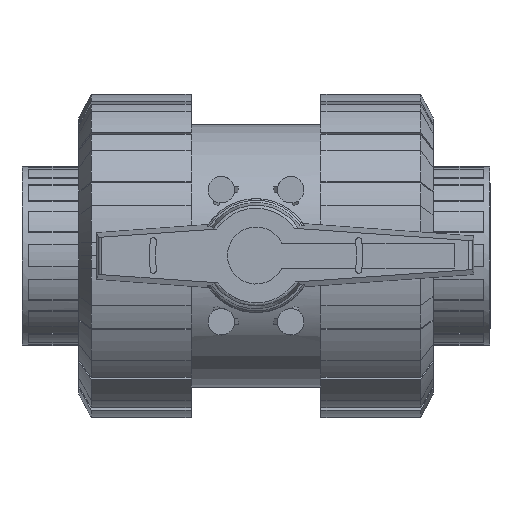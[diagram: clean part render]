
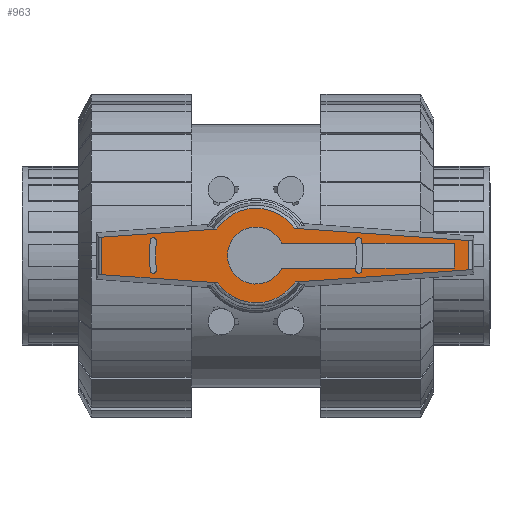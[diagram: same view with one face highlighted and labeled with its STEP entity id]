
A CAD part, top view. The second image highlights one B-rep face of the part: STEP entity #963.
In plain terms, the highlighted planar face has unit normal (0, 0, 1).
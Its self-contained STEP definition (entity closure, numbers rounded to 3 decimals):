
#963=ADVANCED_FACE('',(#2299,#2300,#2301),#2302,.T.);
#2299=FACE_BOUND('',#4084,.T.);
#2300=FACE_BOUND('',#4085,.T.);
#2301=FACE_OUTER_BOUND('',#4086,.T.);
#2302=PLANE('',#4087);
#4084=EDGE_LOOP('',(#6568,#6569,#6570,#6571,#6572,#6573,#6574,#6575,#6576,#6577,#6578,#6579,#6580));
#4085=EDGE_LOOP('',(#6581,#6582,#6583,#6584));
#4086=EDGE_LOOP('',(#6585,#6586,#6587,#6588,#6589,#6590,#6591,#6592));
#4087=AXIS2_PLACEMENT_3D('',#6593,#6594,#6595);
#6568=ORIENTED_EDGE('',*,*,#11326,.T.);
#6569=ORIENTED_EDGE('',*,*,#11399,.T.);
#6570=ORIENTED_EDGE('',*,*,#11496,.T.);
#6571=ORIENTED_EDGE('',*,*,#11498,.T.);
#6572=ORIENTED_EDGE('',*,*,#11265,.T.);
#6573=ORIENTED_EDGE('',*,*,#11330,.T.);
#6574=ORIENTED_EDGE('',*,*,#11234,.T.);
#6575=ORIENTED_EDGE('',*,*,#11500,.T.);
#6576=ORIENTED_EDGE('',*,*,#11491,.T.);
#6577=ORIENTED_EDGE('',*,*,#11395,.T.);
#6578=ORIENTED_EDGE('',*,*,#11243,.T.);
#6579=ORIENTED_EDGE('',*,*,#11225,.T.);
#6580=ORIENTED_EDGE('',*,*,#11320,.T.);
#6581=ORIENTED_EDGE('',*,*,#11505,.T.);
#6582=ORIENTED_EDGE('',*,*,#11510,.T.);
#6583=ORIENTED_EDGE('',*,*,#11514,.T.);
#6584=ORIENTED_EDGE('',*,*,#11517,.T.);
#6585=ORIENTED_EDGE('',*,*,#11590,.T.);
#6586=ORIENTED_EDGE('',*,*,#11533,.T.);
#6587=ORIENTED_EDGE('',*,*,#11564,.T.);
#6588=ORIENTED_EDGE('',*,*,#11460,.T.);
#6589=ORIENTED_EDGE('',*,*,#11617,.T.);
#6590=ORIENTED_EDGE('',*,*,#11550,.T.);
#6591=ORIENTED_EDGE('',*,*,#11557,.F.);
#6592=ORIENTED_EDGE('',*,*,#11483,.T.);
#6593=CARTESIAN_POINT('',(14.307,0.0,259.5));
#6594=DIRECTION('',(0.0,0.0,1.0));
#6595=DIRECTION('',(1.0,0.0,0.0));
#11225=EDGE_CURVE('',#13506,#13503,#13507,.T.);
#11234=EDGE_CURVE('',#13521,#13522,#13523,.T.);
#11243=EDGE_CURVE('',#13536,#13506,#13537,.T.);
#11265=EDGE_CURVE('',#13571,#13572,#13573,.T.);
#11320=EDGE_CURVE('',#13503,#13660,#13662,.T.);
#11326=EDGE_CURVE('',#13660,#13670,#13671,.T.);
#11330=EDGE_CURVE('',#13572,#13521,#13676,.T.);
#11395=EDGE_CURVE('',#13753,#13536,#13754,.T.);
#11399=EDGE_CURVE('',#13670,#13759,#13761,.T.);
#11460=EDGE_CURVE('',#13864,#13862,#13865,.T.);
#11483=EDGE_CURVE('',#13904,#13902,#13905,.T.);
#11491=EDGE_CURVE('',#13918,#13753,#13919,.T.);
#11496=EDGE_CURVE('',#13759,#13924,#13926,.T.);
#11498=EDGE_CURVE('',#13924,#13571,#13928,.T.);
#11500=EDGE_CURVE('',#13522,#13918,#13930,.T.);
#11505=EDGE_CURVE('',#13938,#13936,#13939,.T.);
#11510=EDGE_CURVE('',#13936,#13944,#13946,.T.);
#11514=EDGE_CURVE('',#13944,#13950,#13952,.T.);
#11517=EDGE_CURVE('',#13950,#13938,#13955,.T.);
#11533=EDGE_CURVE('',#13978,#13976,#13979,.T.);
#11550=EDGE_CURVE('',#14004,#14002,#14005,.T.);
#11557=EDGE_CURVE('',#13904,#14002,#14015,.T.);
#11564=EDGE_CURVE('',#13976,#13864,#14022,.T.);
#11590=EDGE_CURVE('',#13902,#13978,#14054,.T.);
#11617=EDGE_CURVE('',#13862,#14004,#14081,.T.);
#13503=VERTEX_POINT('',#16881);
#13506=VERTEX_POINT('',#16885);
#13507=CIRCLE('',#16886,17.286);
#13521=VERTEX_POINT('',#16904);
#13522=VERTEX_POINT('',#16905);
#13523=LINE('',#16906,#16907);
#13536=VERTEX_POINT('',#16934);
#13537=LINE('',#16935,#16936);
#13571=VERTEX_POINT('',#16992);
#13572=VERTEX_POINT('',#16993);
#13573=LINE('',#16994,#16995);
#13660=VERTEX_POINT('',#17113);
#13662=CIRCLE('',#17116,17.286);
#13670=VERTEX_POINT('',#17125);
#13671=LINE('',#17126,#17127);
#13676=LINE('',#17134,#17135);
#13753=VERTEX_POINT('',#17240);
#13754=CIRCLE('',#17241,62.55);
#13759=VERTEX_POINT('',#17247);
#13761=CIRCLE('',#17250,62.55);
#13862=VERTEX_POINT('',#17555);
#13864=VERTEX_POINT('',#17584);
#13865=LINE('',#17585,#17586);
#13902=VERTEX_POINT('',#17723);
#13904=VERTEX_POINT('',#17752);
#13905=LINE('',#17753,#17754);
#13918=VERTEX_POINT('',#17770);
#13919=CIRCLE('',#17771,1.85);
#13924=VERTEX_POINT('',#17777);
#13926=CIRCLE('',#17780,1.85);
#13928=CIRCLE('',#17782,66.25);
#13930=CIRCLE('',#17784,66.25);
#13936=VERTEX_POINT('',#17790);
#13938=VERTEX_POINT('',#17793);
#13939=CIRCLE('',#17794,1.85);
#13944=VERTEX_POINT('',#17800);
#13946=CIRCLE('',#17803,62.55);
#13950=VERTEX_POINT('',#17807);
#13952=CIRCLE('',#17810,1.85);
#13955=CIRCLE('',#17813,66.25);
#13976=VERTEX_POINT('',#17839);
#13978=VERTEX_POINT('',#17841);
#13979=LINE('',#17842,#17843);
#14002=VERTEX_POINT('',#17932);
#14004=VERTEX_POINT('',#17934);
#14005=LINE('',#17935,#17936);
#14015=LINE('',#18008,#18009);
#14022=LINE('',#18018,#18019);
#14054=CIRCLE('',#18121,28.613);
#14081=CIRCLE('',#18148,28.613);
#16881=CARTESIAN_POINT('',(-17.286,0.,259.5));
#16885=CARTESIAN_POINT('',(15.544,-7.563,259.5));
#16886=AXIS2_PLACEMENT_3D('',#23219,#23220,#23221);
#16904=CARTESIAN_POINT('',(120.0,-7.563,259.5));
#16905=CARTESIAN_POINT('',(64.192,-7.563,259.5));
#16906=CARTESIAN_POINT('',(37.153,-7.563,259.5));
#16907=VECTOR('',#23232,1.0);
#16934=CARTESIAN_POINT('',(60.466,-7.563,259.5));
#16935=CARTESIAN_POINT('',(37.153,-7.563,259.5));
#16936=VECTOR('',#23238,1.0);
#16992=CARTESIAN_POINT('',(64.192,7.563,259.5));
#16993=CARTESIAN_POINT('',(120.0,7.563,259.5));
#16994=CARTESIAN_POINT('',(37.153,7.563,259.5));
#16995=VECTOR('',#23258,1.0);
#17113=CARTESIAN_POINT('',(15.544,7.563,259.5));
#17116=AXIS2_PLACEMENT_3D('',#23339,#23340,#23341);
#17125=CARTESIAN_POINT('',(60.466,7.563,259.5));
#17126=CARTESIAN_POINT('',(37.153,7.563,259.5));
#17127=VECTOR('',#23349,1.0);
#17134=CARTESIAN_POINT('',(120.0,0.0,259.5));
#17135=VECTOR('',#23352,1.0);
#17240=CARTESIAN_POINT('',(60.325,-8.644,259.5));
#17241=AXIS2_PLACEMENT_3D('',#23408,#23409,#23410);
#17247=CARTESIAN_POINT('',(60.325,8.644,259.5));
#17250=AXIS2_PLACEMENT_3D('',#23416,#23417,#23418);
#17555=CARTESIAN_POINT('',(-23.384,-16.49,259.5));
#17584=CARTESIAN_POINT('',(-93.412,-11.593,259.5));
#17585=CARTESIAN_POINT('',(-4.905,-17.782,259.5));
#17586=VECTOR('',#23471,1.0);
#17723=CARTESIAN_POINT('',(23.384,16.49,259.5));
#17752=CARTESIAN_POINT('',(128.912,9.111,259.5));
#17753=CARTESIAN_POINT('',(67.447,13.409,259.5));
#17754=VECTOR('',#23488,1.0);
#17770=CARTESIAN_POINT('',(63.989,-9.156,259.5));
#17771=AXIS2_PLACEMENT_3D('',#23501,#23502,#23503);
#17777=CARTESIAN_POINT('',(63.989,9.156,259.5));
#17780=AXIS2_PLACEMENT_3D('',#23509,#23510,#23511);
#17782=AXIS2_PLACEMENT_3D('',#23512,#23513,#23514);
#17784=AXIS2_PLACEMENT_3D('',#23518,#23519,#23520);
#17790=CARTESIAN_POINT('',(-60.325,8.644,259.5));
#17793=CARTESIAN_POINT('',(-63.989,9.156,259.5));
#17794=AXIS2_PLACEMENT_3D('',#23525,#23526,#23527);
#17800=CARTESIAN_POINT('',(-60.325,-8.644,259.5));
#17803=AXIS2_PLACEMENT_3D('',#23533,#23534,#23535);
#17807=CARTESIAN_POINT('',(-63.989,-9.156,259.5));
#17810=AXIS2_PLACEMENT_3D('',#23540,#23541,#23542);
#17813=AXIS2_PLACEMENT_3D('',#23546,#23547,#23548);
#17839=CARTESIAN_POINT('',(-93.412,11.14,259.5));
#17841=CARTESIAN_POINT('',(-23.712,16.014,259.5));
#17842=CARTESIAN_POINT('',(-3.273,17.443,259.5));
#17843=VECTOR('',#23569,1.0);
#17932=CARTESIAN_POINT('',(128.912,-8.658,259.5));
#17934=CARTESIAN_POINT('',(23.712,-16.014,259.5));
#17935=CARTESIAN_POINT('',(69.016,-12.846,259.5));
#17936=VECTOR('',#23584,1.0);
#18008=CARTESIAN_POINT('',(128.912,23.0,259.5));
#18009=VECTOR('',#23586,1.0);
#18018=CARTESIAN_POINT('',(-93.412,23.0,259.5));
#18019=VECTOR('',#23589,1.0);
#18121=AXIS2_PLACEMENT_3D('',#23622,#23623,#23624);
#18148=AXIS2_PLACEMENT_3D('',#23655,#23656,#23657);
#23219=CARTESIAN_POINT('',(0.0,0.0,259.5));
#23220=DIRECTION('',(0.0,0.0,-1.0));
#23221=DIRECTION('',(1.0,0.0,0.0));
#23232=DIRECTION('',(-1.0,0.0,0.0));
#23238=DIRECTION('',(-1.0,0.0,0.0));
#23258=DIRECTION('',(1.0,0.0,-0.0));
#23339=CARTESIAN_POINT('',(0.0,0.0,259.5));
#23340=DIRECTION('',(0.0,0.0,-1.0));
#23341=DIRECTION('',(1.0,0.0,0.0));
#23349=DIRECTION('',(1.0,0.0,-0.0));
#23352=DIRECTION('',(0.0,-1.0,0.0));
#23408=CARTESIAN_POINT('',(-1.625,0.,259.5));
#23409=DIRECTION('',(0.0,0.0,1.0));
#23410=DIRECTION('',(0.99,-0.138,0.0));
#23416=CARTESIAN_POINT('',(-1.625,0.,259.5));
#23417=DIRECTION('',(0.0,0.0,1.0));
#23418=DIRECTION('',(0.99,-0.138,0.0));
#23471=DIRECTION('',(0.998,-0.07,0.0));
#23488=DIRECTION('',(-0.998,0.07,0.0));
#23501=CARTESIAN_POINT('',(62.157,-8.9,259.5));
#23502=DIRECTION('',(-0.0,0.0,-1.0));
#23503=DIRECTION('',(-0.99,0.138,0.0));
#23509=CARTESIAN_POINT('',(62.157,8.9,259.5));
#23510=DIRECTION('',(0.0,0.0,-1.0));
#23511=DIRECTION('',(0.99,0.138,0.0));
#23512=CARTESIAN_POINT('',(-1.625,0.,259.5));
#23513=DIRECTION('',(0.0,-0.0,-1.0));
#23514=DIRECTION('',(0.99,-0.138,0.0));
#23518=CARTESIAN_POINT('',(-1.625,0.,259.5));
#23519=DIRECTION('',(0.0,-0.0,-1.0));
#23520=DIRECTION('',(0.99,-0.138,0.0));
#23525=CARTESIAN_POINT('',(-62.157,8.9,259.5));
#23526=DIRECTION('',(0.0,-0.0,-1.0));
#23527=DIRECTION('',(0.99,-0.138,0.0));
#23533=CARTESIAN_POINT('',(1.625,0.,259.5));
#23534=DIRECTION('',(0.0,0.0,1.0));
#23535=DIRECTION('',(-0.99,0.138,0.0));
#23540=CARTESIAN_POINT('',(-62.157,-8.9,259.5));
#23541=DIRECTION('',(-0.0,0.0,-1.0));
#23542=DIRECTION('',(-0.99,-0.138,0.0));
#23546=CARTESIAN_POINT('',(1.625,0.,259.5));
#23547=DIRECTION('',(-0.0,0.0,-1.0));
#23548=DIRECTION('',(-0.99,0.138,0.0));
#23569=DIRECTION('',(-0.998,-0.07,0.0));
#23584=DIRECTION('',(0.998,0.07,-0.0));
#23586=DIRECTION('',(0.0,-1.0,0.0));
#23589=DIRECTION('',(0.0,-1.0,0.0));
#23622=CARTESIAN_POINT('',(0.0,0.0,259.5));
#23623=DIRECTION('',(0.0,0.0,1.0));
#23624=DIRECTION('',(1.0,0.0,0.0));
#23655=CARTESIAN_POINT('',(0.0,0.0,259.5));
#23656=DIRECTION('',(0.0,0.0,1.0));
#23657=DIRECTION('',(1.0,0.0,0.0));
